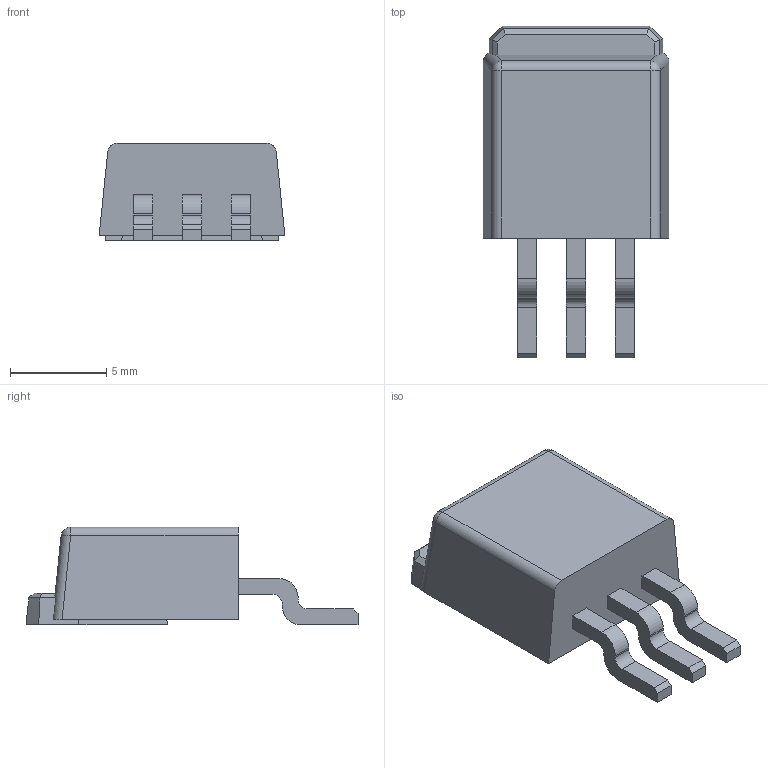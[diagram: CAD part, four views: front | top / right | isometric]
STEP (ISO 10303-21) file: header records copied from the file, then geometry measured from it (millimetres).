
FILE_DESCRIPTION(/* description */ (''),/* implementation_level */ '2;1');
FILE_NAME(/* name */ '5eff939375c561110e4cf54e',/* time_stamp */ '2020-07-03T20:22:43+00:00',/* author */ (''),/* organization */ (''),/* preprocessor_version */ 'ST-DEVELOPER v16.7',/* originating_system */ $,/* authorisation */ $);
FILE_SCHEMA (('AUTOMOTIVE_DESIGN {1 0 10303 214 3 1 1}'));
Length unit declared in the file: metre
Products named in the file (5): Pin3; Pin2; Pin1; Tab; Package
Bounding box: 9.65 x 17.25 x 5.08 mm (x, y, z)
Volume: 523 mm3; surface area: 589.8 mm2
Topology: 5 solids, 5 shells, 75 faces, 187 edges, 120 vertices
Faces by surface type: plane 56, cylinder 17, sphere 2
Entity records: 2324 total; most frequent: CARTESIAN_POINT 385, DIRECTION 379, ORIENTED_EDGE 370, EDGE_CURVE 185, LINE 151, VECTOR 151, VERTEX_POINT 120, AXIS2_PLACEMENT_3D 114
